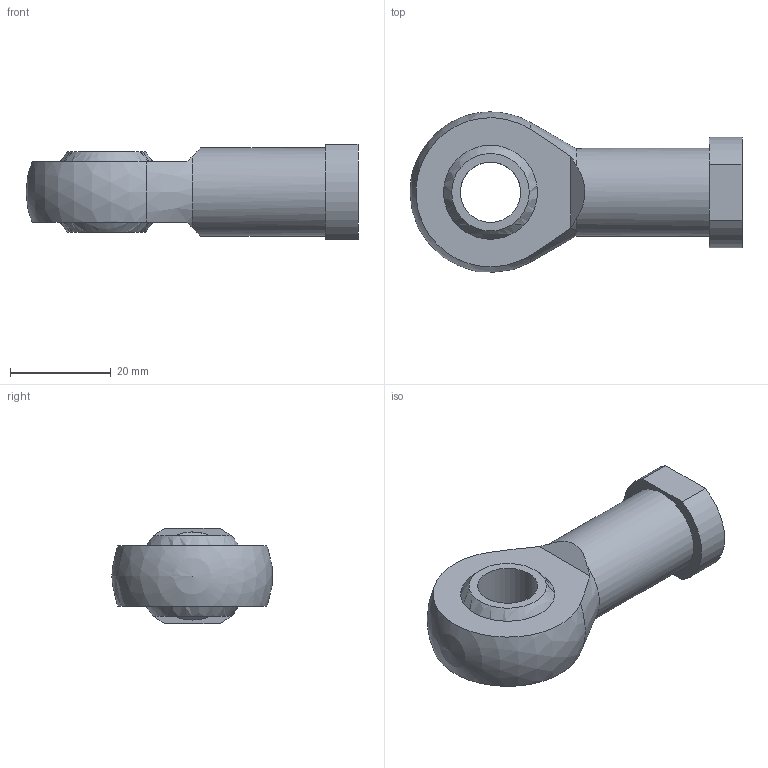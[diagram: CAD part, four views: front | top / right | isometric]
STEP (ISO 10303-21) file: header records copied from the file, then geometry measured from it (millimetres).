
FILE_DESCRIPTION( ( 'STEP AP214' ), '1' );
FILE_NAME( 'Rod End_St TSNDM12X1.25I(0).stp', '2020-05-12T14:04:37', ( 'License CC BY-ND 4.0' ), ( 'CADENAS' ), ' ', 'PARTsolutions', ' ' );
FILE_SCHEMA( ( 'AUTOMOTIVE_DESIGN { 1 0 10303 214 1 1 1 1 }' ) );
Length unit declared in the file: millimetre
Products named in the file (3): Rod End_St TSNDM12X1.25I(0); _Rod end 1_TSNDM12X1.25I(0); _Rod end 2_TSNDM12X1.25I(0)
Assembly tree (2 placements, depth 2):
  Rod End_St TSNDM12X1.25I(0)
    _Rod end 1_TSNDM12X1.25I(0)
    _Rod end 2_TSNDM12X1.25I(0)
Bounding box: 66 x 31.86 x 19 mm (x, y, z)
Volume: 15446.2 mm3; surface area: 7877.4 mm2
Topology: 2 solids, 2 shells, 22 faces, 55 edges, 37 vertices
Faces by surface type: plane 10, cylinder 5, cone 4, sphere 3
Full cylindrical faces by diameter (mm): 10.647 x1, 12 x1, 17.5 x1
Entity records: 836 total; most frequent: CARTESIAN_POINT 119, DIRECTION 112, ORIENTED_EDGE 80, AXIS2_PLACEMENT_3D 51, EDGE_CURVE 40, EDGE_LOOP 34, VERTEX_POINT 34, FACE_OUTER_BOUND 25
